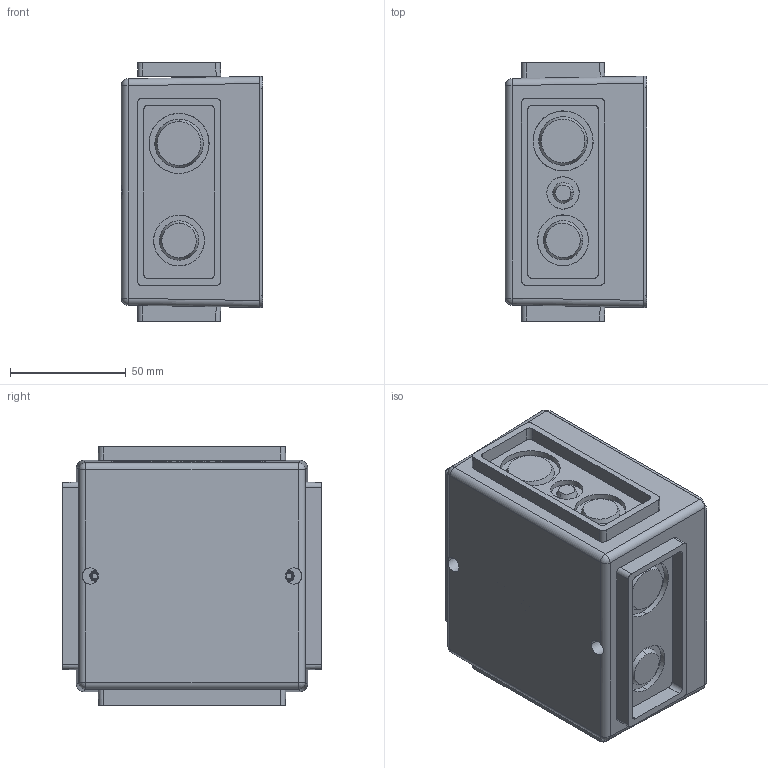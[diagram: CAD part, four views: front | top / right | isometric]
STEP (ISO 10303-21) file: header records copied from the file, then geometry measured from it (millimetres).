
FILE_DESCRIPTION(('CATIA V5 STEP Exchange','CAx-IF Rec.Pracs.--- Model Styling and Organization---1.4--- 2014-01-23'),'2;1');
FILE_NAME('650390_A-ASS-1.stp','2020-02-19T07:17:05+00:00',('none'),('none'),'CATIA Version 5-6 Release 2017 SP3','CATIA V5 STEP AP214','none');
FILE_SCHEMA(('AUTOMOTIVE_DESIGN { 1 0 10303 214 1 1 1 1 }'));
Length unit declared in the file: millimetre
Products named in the file (4): Box double; 39108C; 42058; ED01906_A
Assembly tree (4 placements, depth 2):
  Box double
    39108C
    42058  x2
    ED01906_A
Bounding box: 61.2 x 112 x 112 mm (x, y, z)
Volume: 121257.8 mm3; surface area: 104932 mm2
Topology: 7 solids, 7 shells, 1184 faces, 3320 edges, 2184 vertices
Faces by surface type: plane 560, cylinder 532, bspline 40, cone 30, torus 14, sphere 8
Entity records: 33452 total; most frequent: CARTESIAN_POINT 9704, ORIENTED_EDGE 5720, DIRECTION 3549, EDGE_CURVE 2860, VERTEX_POINT 1884, VECTOR 1587, LINE 1587, AXIS2_PLACEMENT_3D 1359
